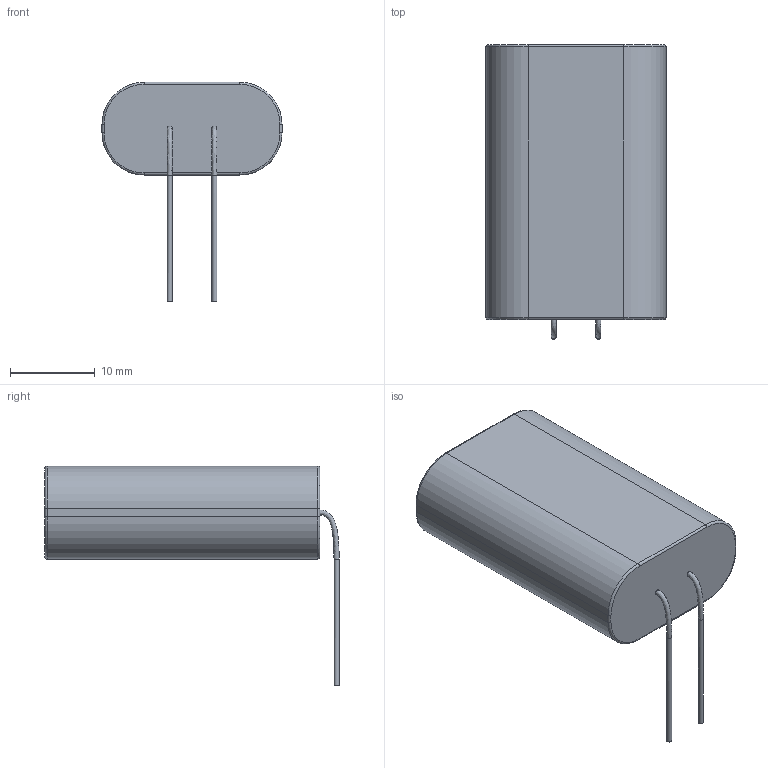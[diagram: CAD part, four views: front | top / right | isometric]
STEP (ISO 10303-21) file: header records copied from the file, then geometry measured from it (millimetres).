
FILE_DESCRIPTION(/* description */ ('STEP AP242','CAx-IF Rec.Pracs.---Representation and Presentation of Product Manufacturing Information (PMI)---4.0---2014-10-13','CAx-IF Rec.Pracs.---3D Tessellated Geometry---0.4---2014-09-14','2;1'),/* implementation_level */ '2;1');
FILE_NAME(/* name */ '63d9ef6e31b36e6276da93a0',/* time_stamp */ '2023-02-01T04:49:50+00:00',/* author */ (''),/* organization */ (''),/* preprocessor_version */ 'ST-DEVELOPER v18.102',/* originating_system */ ' ',/* authorisation */ ' ');
FILE_SCHEMA (('AP242_MANAGED_MODEL_BASED_3D_ENGINEERING_MIM_LF { 1 0 10303 442 1 1 4 }'));
Length unit declared in the file: metre
Products named in the file (3): Part 3; Part 2; Part 1
Bounding box: 21.3 x 34.8 x 26 mm (x, y, z)
Volume: 6927.8 mm3; surface area: 2315.9 mm2
Topology: 3 solids, 3 shells, 34 faces, 66 edges, 38 vertices
Faces by surface type: cylinder 12, plane 10, torus 8, bspline 4
Entity records: 1187 total; most frequent: CARTESIAN_POINT 437, DIRECTION 154, ORIENTED_EDGE 124, AXIS2_PLACEMENT_3D 65, EDGE_CURVE 62, VERTEX_POINT 38, EDGE_LOOP 38, FACE_BOUND 38
